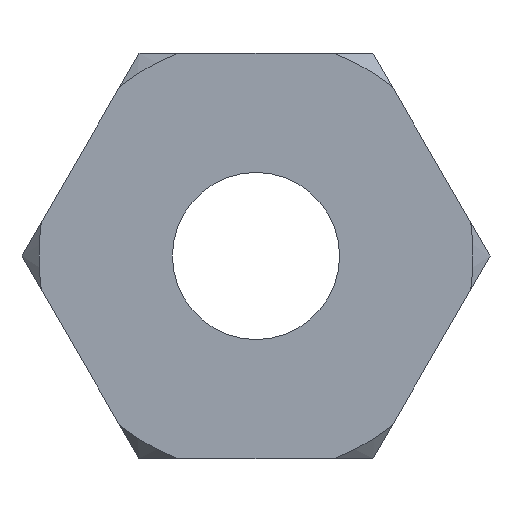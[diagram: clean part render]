
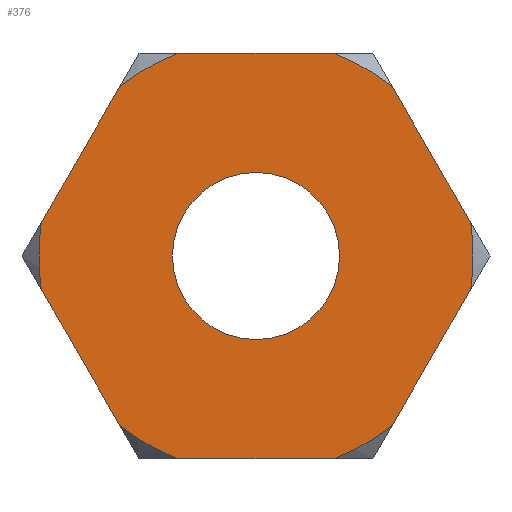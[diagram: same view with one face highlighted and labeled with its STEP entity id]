
A CAD part, front view. The second image highlights one B-rep face of the part: STEP entity #376.
In plain terms, the highlighted planar face has unit normal (0, -1, 0).
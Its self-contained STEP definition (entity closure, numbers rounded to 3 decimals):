
#16=FACE_BOUND('',#97,.T.);
#19=LINE('',#646,#37);
#20=LINE('',#647,#38);
#21=LINE('',#648,#39);
#22=LINE('',#649,#40);
#23=LINE('',#650,#41);
#24=LINE('',#651,#42);
#37=VECTOR('',#474,4.69);
#38=VECTOR('',#475,4.69);
#39=VECTOR('',#476,4.69);
#40=VECTOR('',#477,4.69);
#41=VECTOR('',#478,4.69);
#42=VECTOR('',#479,4.69);
#55=PLANE('',#411);
#75=FACE_OUTER_BOUND('',#96,.T.);
#96=EDGE_LOOP('',(#276,#277,#278,#279,#280,#281,#282,#283,#284,#285,#286,
#287));
#97=EDGE_LOOP('',(#288));
#114=CIRCLE('',#400,6.5);
#115=CIRCLE('',#402,6.5);
#116=CIRCLE('',#404,6.5);
#117=CIRCLE('',#406,6.5);
#118=CIRCLE('',#408,6.5);
#119=CIRCLE('',#410,6.5);
#120=CIRCLE('',#412,2.5);
#164=VERTEX_POINT('',#580);
#166=VERTEX_POINT('',#585);
#167=VERTEX_POINT('',#591);
#169=VERTEX_POINT('',#596);
#170=VERTEX_POINT('',#602);
#172=VERTEX_POINT('',#607);
#173=VERTEX_POINT('',#613);
#175=VERTEX_POINT('',#618);
#176=VERTEX_POINT('',#624);
#178=VERTEX_POINT('',#629);
#180=VERTEX_POINT('',#636);
#181=VERTEX_POINT('',#640);
#182=VERTEX_POINT('',#652);
#203=EDGE_CURVE('',#166,#164,#114,.T.);
#206=EDGE_CURVE('',#169,#167,#115,.T.);
#209=EDGE_CURVE('',#172,#170,#116,.T.);
#212=EDGE_CURVE('',#175,#173,#117,.T.);
#215=EDGE_CURVE('',#178,#176,#118,.T.);
#219=EDGE_CURVE('',#180,#181,#119,.T.);
#220=EDGE_CURVE('',#181,#178,#19,.T.);
#221=EDGE_CURVE('',#176,#175,#20,.T.);
#222=EDGE_CURVE('',#173,#172,#21,.T.);
#223=EDGE_CURVE('',#170,#169,#22,.T.);
#224=EDGE_CURVE('',#167,#166,#23,.T.);
#225=EDGE_CURVE('',#164,#180,#24,.T.);
#226=EDGE_CURVE('',#182,#182,#120,.T.);
#276=ORIENTED_EDGE('',*,*,#219,.T.);
#277=ORIENTED_EDGE('',*,*,#220,.T.);
#278=ORIENTED_EDGE('',*,*,#215,.T.);
#279=ORIENTED_EDGE('',*,*,#221,.T.);
#280=ORIENTED_EDGE('',*,*,#212,.T.);
#281=ORIENTED_EDGE('',*,*,#222,.T.);
#282=ORIENTED_EDGE('',*,*,#209,.T.);
#283=ORIENTED_EDGE('',*,*,#223,.T.);
#284=ORIENTED_EDGE('',*,*,#206,.T.);
#285=ORIENTED_EDGE('',*,*,#224,.T.);
#286=ORIENTED_EDGE('',*,*,#203,.T.);
#287=ORIENTED_EDGE('',*,*,#225,.T.);
#288=ORIENTED_EDGE('',*,*,#226,.T.);
#376=ADVANCED_FACE('',(#75,#16),#55,.T.);
#400=AXIS2_PLACEMENT_3D('',#586,#450,#451);
#402=AXIS2_PLACEMENT_3D('',#597,#454,#455);
#404=AXIS2_PLACEMENT_3D('',#608,#458,#459);
#406=AXIS2_PLACEMENT_3D('',#619,#462,#463);
#408=AXIS2_PLACEMENT_3D('',#630,#466,#467);
#410=AXIS2_PLACEMENT_3D('',#644,#470,#471);
#411=AXIS2_PLACEMENT_3D('',#645,#472,#473);
#412=AXIS2_PLACEMENT_3D('',#653,#480,#481);
#450=DIRECTION('center_axis',(0.,-1.,0.));
#451=DIRECTION('ref_axis',(1.,0.,0.));
#454=DIRECTION('center_axis',(0.,-1.,0.));
#455=DIRECTION('ref_axis',(1.,0.,0.));
#458=DIRECTION('center_axis',(0.,-1.,0.));
#459=DIRECTION('ref_axis',(1.,0.,0.));
#462=DIRECTION('center_axis',(0.,-1.,0.));
#463=DIRECTION('ref_axis',(1.,0.,0.));
#466=DIRECTION('center_axis',(0.,-1.,0.));
#467=DIRECTION('ref_axis',(1.,0.,0.));
#470=DIRECTION('center_axis',(0.,-1.,0.));
#471=DIRECTION('ref_axis',(1.,0.,0.));
#472=DIRECTION('center_axis',(0.,-1.,0.));
#473=DIRECTION('ref_axis',(0.,0.,-1.));
#474=DIRECTION('',(1.,0.,0.));
#475=DIRECTION('',(0.5,0.,0.866));
#476=DIRECTION('',(-0.5,0.,0.866));
#477=DIRECTION('',(-1.,0.,0.));
#478=DIRECTION('',(-0.5,0.,-0.866));
#479=DIRECTION('',(0.5,0.,-0.866));
#480=DIRECTION('center_axis',(0.,1.,0.));
#481=DIRECTION('ref_axis',(1.,0.,0.));
#580=CARTESIAN_POINT('',(-6.423,0.,-1.));
#585=CARTESIAN_POINT('',(-6.423,0.,1.));
#586=CARTESIAN_POINT('Origin',(0.,0.,0.));
#591=CARTESIAN_POINT('',(-4.077,0.,5.062));
#596=CARTESIAN_POINT('',(-2.345,0.,6.062));
#597=CARTESIAN_POINT('Origin',(0.,0.,0.));
#602=CARTESIAN_POINT('',(2.345,0.,6.062));
#607=CARTESIAN_POINT('',(4.077,0.,5.062));
#608=CARTESIAN_POINT('Origin',(0.,0.,0.));
#613=CARTESIAN_POINT('',(6.423,0.,1.));
#618=CARTESIAN_POINT('',(6.423,0.,-1.));
#619=CARTESIAN_POINT('Origin',(0.,0.,0.));
#624=CARTESIAN_POINT('',(4.077,0.,-5.062));
#629=CARTESIAN_POINT('',(2.345,0.,-6.062));
#630=CARTESIAN_POINT('Origin',(0.,0.,0.));
#636=CARTESIAN_POINT('',(-4.077,0.,-5.062));
#640=CARTESIAN_POINT('',(-2.345,0.,-6.062));
#644=CARTESIAN_POINT('Origin',(0.,0.,0.));
#645=CARTESIAN_POINT('Origin',(0.,0.,0.));
#646=CARTESIAN_POINT('',(-3.5,0.,-6.062));
#647=CARTESIAN_POINT('',(3.5,0.,-6.062));
#648=CARTESIAN_POINT('',(7.,0.,0.));
#649=CARTESIAN_POINT('',(3.5,0.,6.062));
#650=CARTESIAN_POINT('',(-3.5,0.,6.062));
#651=CARTESIAN_POINT('',(-7.,0.,0.));
#652=CARTESIAN_POINT('',(-2.5,0.,0.));
#653=CARTESIAN_POINT('Origin',(0.,0.,0.));
